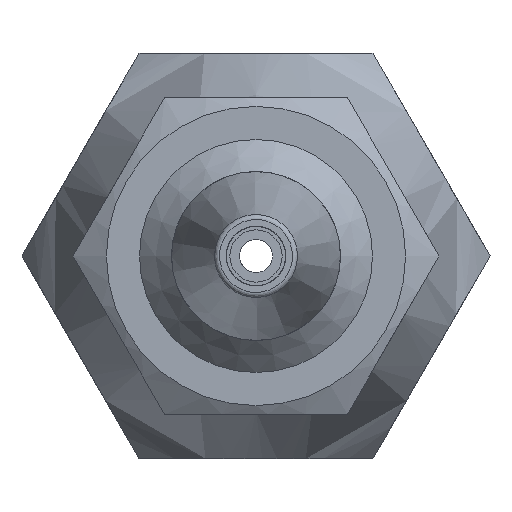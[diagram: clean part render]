
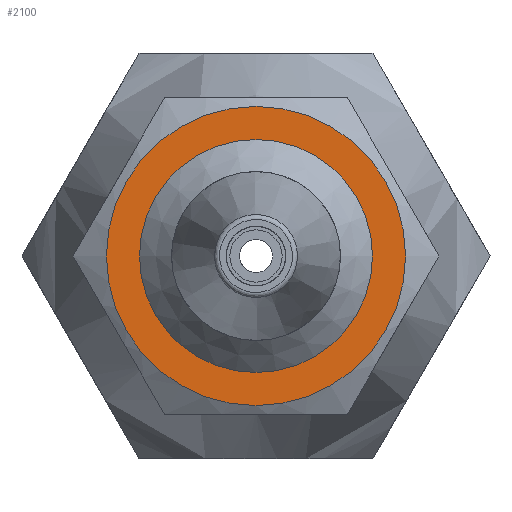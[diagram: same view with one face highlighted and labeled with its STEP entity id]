
A CAD part, left-side view. The second image highlights one B-rep face of the part: STEP entity #2100.
In plain terms, the highlighted face is planar.
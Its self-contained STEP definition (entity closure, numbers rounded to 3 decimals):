
#1841=CARTESIAN_POINT('',(2.54,1.753,0.0));
#1842=VERTEX_POINT('',#1841);
#1843=CARTESIAN_POINT('',(2.54,0.,0.0));
#1844=DIRECTION('',(1.0,0.0,0.0));
#1845=DIRECTION('',(0.0,1.0,0.0));
#1846=AXIS2_PLACEMENT_3D('',#1843,#1844,#1845);
#1847=CIRCLE('',#1846,1.753);
#1848=EDGE_CURVE('',#1842,#1842,#1847,.T.);
#2077=CARTESIAN_POINT('',(2.54,2.25,0.));
#2078=VERTEX_POINT('',#2077);
#2079=CARTESIAN_POINT('',(2.54,0.,0.0));
#2080=DIRECTION('',(-1.0,0.0,0.0));
#2081=DIRECTION('',(0.0,-1.0,0.0));
#2082=AXIS2_PLACEMENT_3D('',#2079,#2080,#2081);
#2083=CIRCLE('',#2082,2.25);
#2084=EDGE_CURVE('',#2078,#2078,#2083,.T.);
#2089=CARTESIAN_POINT('',(2.54,2.251,0.0));
#2090=DIRECTION('',(1.0,0.0,0.0));
#2091=DIRECTION('',(0.0,0.0,-1.0));
#2092=AXIS2_PLACEMENT_3D('',#2089,#2090,#2091);
#2093=PLANE('',#2092);
#2094=ORIENTED_EDGE('',*,*,#2084,.F.);
#2095=EDGE_LOOP('',(#2094));
#2096=FACE_OUTER_BOUND('',#2095,.T.);
#2097=ORIENTED_EDGE('',*,*,#1848,.F.);
#2098=EDGE_LOOP('',(#2097));
#2099=FACE_BOUND('',#2098,.T.);
#2100=ADVANCED_FACE('',(#2096,#2099),#2093,.T.);
